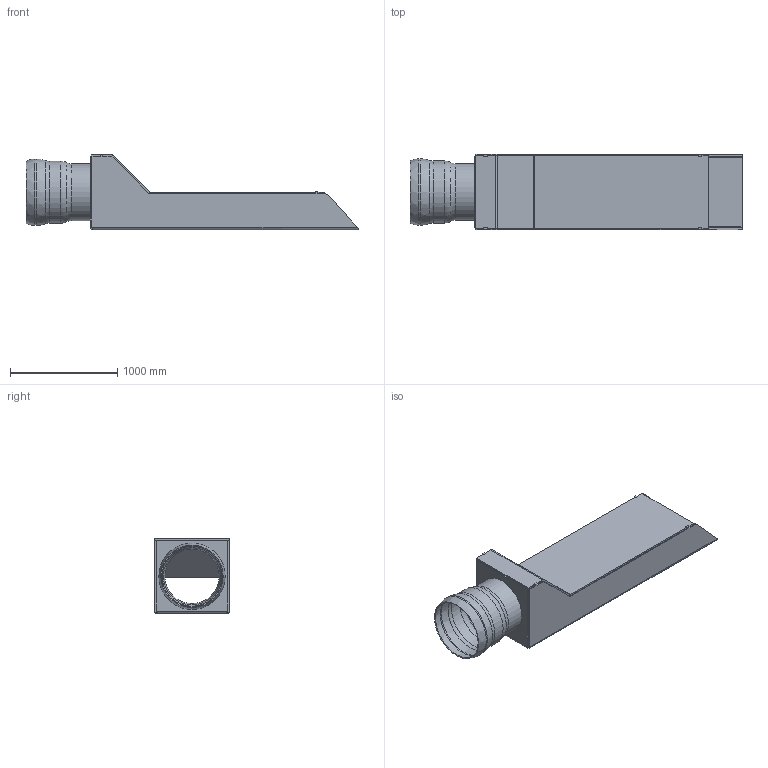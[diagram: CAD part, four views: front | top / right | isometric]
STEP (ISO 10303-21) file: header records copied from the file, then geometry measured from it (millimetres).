
FILE_DESCRIPTION(/* description */ (''),/* implementation_level */ '2;1');
FILE_NAME(/* name */ '15196.050X_3D.stp',/* time_stamp */ '2024-12-11T14:54:44+01:00',/* author */ ('CAD'),/* organization */ (''),/* preprocessor_version */ 'ST-DEVELOPER v20',/* originating_system */ 'AutoCAD Mechanical',/* authorisation */ '');
FILE_SCHEMA (('AUTOMOTIVE_DESIGN { 1 0 10303 214 3 1 1 }'));
Length unit declared in the file: centimetre
Products named in the file (2): Product; *S0
Assembly tree (1 placements, depth 2):
  Product
    *S0
Bounding box: 3100 x 700 x 705 mm (x, y, z)
Volume: 90095828.3 mm3; surface area: 13023231.4 mm2
Topology: 3 solids, 3 shells, 107 faces, 284 edges, 182 vertices
Faces by surface type: plane 73, cylinder 23, torus 6, bspline 4, cone 1
Full cylindrical faces by diameter (mm): 510 x2, 530 x1, 560 x1, 580 x1, 600 x1, 620 x1
Entity records: 3436 total; most frequent: CARTESIAN_POINT 680, DIRECTION 572, ORIENTED_EDGE 568, EDGE_CURVE 284, LINE 208, VECTOR 208, VERTEX_POINT 182, AXIS2_PLACEMENT_3D 182
